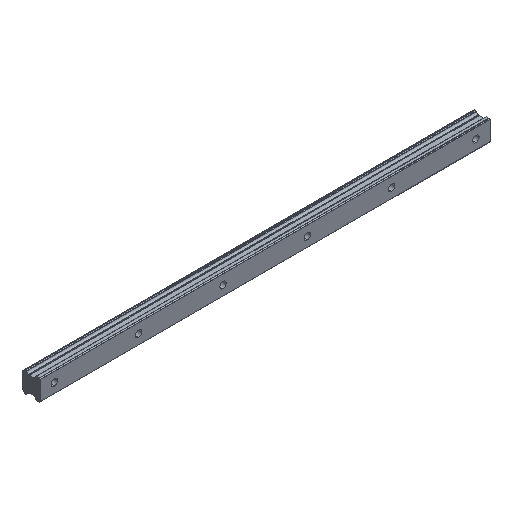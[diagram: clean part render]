
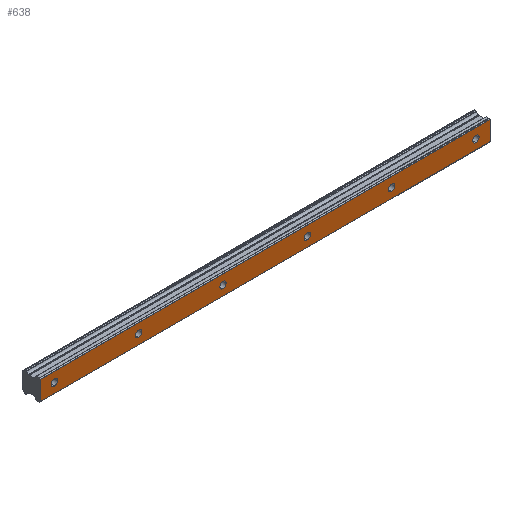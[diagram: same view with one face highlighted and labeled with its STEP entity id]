
A CAD part, isometric view. The second image highlights one B-rep face of the part: STEP entity #638.
In plain terms, the highlighted planar face has unit normal (0, -1, 0).
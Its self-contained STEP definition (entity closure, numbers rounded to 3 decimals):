
#1 = DIRECTION ( 'NONE',  ( 0., -1., 0. ) ) ;
#72 = CARTESIAN_POINT ( 'NONE',  ( 310., 0., 6.786 ) ) ;
#126 = ORIENTED_EDGE ( 'NONE', *, *, #155, .F. ) ;
#143 = VECTOR ( 'NONE', #1993, 1000. ) ;
#149 = CIRCLE ( 'NONE', #2488, 2.25 ) ;
#155 = EDGE_CURVE ( 'NONE', #286, #168, #304, .T. ) ;
#164 = DIRECTION ( 'NONE',  ( 0., 0., 1. ) ) ;
#168 = VERTEX_POINT ( 'NONE', #1072 ) ;
#171 = CARTESIAN_POINT ( 'NONE',  ( 60., 0., 0. ) ) ;
#183 = FACE_BOUND ( 'NONE', #1895, .T. ) ;
#198 = FACE_BOUND ( 'NONE', #1034, .T. ) ;
#223 = ORIENTED_EDGE ( 'NONE', *, *, #734, .F. ) ;
#254 = DIRECTION ( 'NONE',  ( 0., -1., 0. ) ) ;
#286 = VERTEX_POINT ( 'NONE', #513 ) ;
#301 = DIRECTION ( 'NONE',  ( 0., 0., 1. ) ) ;
#304 = CIRCLE ( 'NONE', #943, 2.25 ) ;
#310 = ORIENTED_EDGE ( 'NONE', *, *, #503, .F. ) ;
#342 = CIRCLE ( 'NONE', #823, 2.25 ) ;
#344 = ORIENTED_EDGE ( 'NONE', *, *, #1444, .F. ) ;
#368 = ORIENTED_EDGE ( 'NONE', *, *, #901, .F. ) ;
#374 = CIRCLE ( 'NONE', #485, 2.25 ) ;
#393 = FACE_BOUND ( 'NONE', #1780, .T. ) ;
#412 = DIRECTION ( 'NONE',  ( 0., -1., 0. ) ) ;
#415 = ORIENTED_EDGE ( 'NONE', *, *, #1371, .F. ) ;
#417 = CARTESIAN_POINT ( 'NONE',  ( 240., 0., 0. ) ) ;
#443 = CARTESIAN_POINT ( 'NONE',  ( 0., 0., 2.25 ) ) ;
#454 = CIRCLE ( 'NONE', #1589, 2.25 ) ;
#466 = DIRECTION ( 'NONE',  ( 0., -1., 0. ) ) ;
#481 = CARTESIAN_POINT ( 'NONE',  ( 180., 0., -2.25 ) ) ;
#482 = ORIENTED_EDGE ( 'NONE', *, *, #2282, .F. ) ;
#485 = AXIS2_PLACEMENT_3D ( 'NONE', #2219, #2018, #2267 ) ;
#495 = DIRECTION ( 'NONE',  ( 0., 0., 1. ) ) ;
#503 = EDGE_CURVE ( 'NONE', #2291, #1137, #1637, .T. ) ;
#511 = DIRECTION ( 'NONE',  ( -1., 0., 0. ) ) ;
#513 = CARTESIAN_POINT ( 'NONE',  ( 120., 0., 2.25 ) ) ;
#517 = LINE ( 'NONE', #1274, #1089 ) ;
#521 = DIRECTION ( 'NONE',  ( 0., -1., 0. ) ) ;
#534 = AXIS2_PLACEMENT_3D ( 'NONE', #417, #254, #1950 ) ;
#583 = VERTEX_POINT ( 'NONE', #2104 ) ;
#638 = ADVANCED_FACE ( 'NONE', ( #1186, #1922, #741, #183, #1960, #393, #198 ), #930, .F. ) ;
#686 = CARTESIAN_POINT ( 'NONE',  ( 300., 0., 0. ) ) ;
#711 = EDGE_LOOP ( 'NONE', ( #873, #415 ) ) ;
#734 = EDGE_CURVE ( 'NONE', #2049, #1246, #979, .T. ) ;
#736 = VERTEX_POINT ( 'NONE', #1296 ) ;
#739 = DIRECTION ( 'NONE',  ( 0., -1., 0. ) ) ;
#741 = FACE_BOUND ( 'NONE', #711, .T. ) ;
#768 = EDGE_CURVE ( 'NONE', #948, #1351, #374, .T. ) ;
#773 = AXIS2_PLACEMENT_3D ( 'NONE', #2307, #1704, #2284 ) ;
#775 = VECTOR ( 'NONE', #511, 1000. ) ;
#783 = DIRECTION ( 'NONE',  ( 0., 0., 1. ) ) ;
#787 = EDGE_CURVE ( 'NONE', #2305, #1623, #517, .T. ) ;
#823 = AXIS2_PLACEMENT_3D ( 'NONE', #2330, #739, #1541 ) ;
#843 = DIRECTION ( 'NONE',  ( 0., 0., 1. ) ) ;
#866 = CARTESIAN_POINT ( 'NONE',  ( 180., 0., 0. ) ) ;
#873 = ORIENTED_EDGE ( 'NONE', *, *, #1056, .F. ) ;
#883 = CARTESIAN_POINT ( 'NONE',  ( 0., 0., 0. ) ) ;
#885 = ORIENTED_EDGE ( 'NONE', *, *, #1454, .F. ) ;
#901 = EDGE_CURVE ( 'NONE', #1623, #2200, #1838, .T. ) ;
#905 = AXIS2_PLACEMENT_3D ( 'NONE', #883, #1652, #1257 ) ;
#916 = CARTESIAN_POINT ( 'NONE',  ( 0., 0., 0. ) ) ;
#924 = CARTESIAN_POINT ( 'NONE',  ( 120., 0., 0. ) ) ;
#925 = VERTEX_POINT ( 'NONE', #1434 ) ;
#930 = PLANE ( 'NONE',  #773 ) ;
#934 = DIRECTION ( 'NONE',  ( 0., 0., 1. ) ) ;
#939 = CIRCLE ( 'NONE', #1265, 2.25 ) ;
#943 = AXIS2_PLACEMENT_3D ( 'NONE', #1014, #1789, #843 ) ;
#948 = VERTEX_POINT ( 'NONE', #1061 ) ;
#951 = CIRCLE ( 'NONE', #905, 2.25 ) ;
#979 = CIRCLE ( 'NONE', #1132, 2.25 ) ;
#1014 = CARTESIAN_POINT ( 'NONE',  ( 120., 0., 0. ) ) ;
#1021 = CIRCLE ( 'NONE', #1057, 2.25 ) ;
#1034 = EDGE_LOOP ( 'NONE', ( #2074, #344 ) ) ;
#1052 = DIRECTION ( 'NONE',  ( 0., 0., 1. ) ) ;
#1056 = EDGE_CURVE ( 'NONE', #736, #2272, #454, .T. ) ;
#1057 = AXIS2_PLACEMENT_3D ( 'NONE', #171, #521, #934 ) ;
#1061 = CARTESIAN_POINT ( 'NONE',  ( 180., 0., 2.25 ) ) ;
#1072 = CARTESIAN_POINT ( 'NONE',  ( 120., 0., -2.25 ) ) ;
#1089 = VECTOR ( 'NONE', #1830, 1000. ) ;
#1112 = EDGE_CURVE ( 'NONE', #2011, #925, #1021, .T. ) ;
#1122 = EDGE_LOOP ( 'NONE', ( #368, #2479, #2450, #482 ) ) ;
#1132 = AXIS2_PLACEMENT_3D ( 'NONE', #916, #2230, #1052 ) ;
#1137 = VERTEX_POINT ( 'NONE', #2144 ) ;
#1181 = DIRECTION ( 'NONE',  ( 0., -1., 0. ) ) ;
#1186 = FACE_OUTER_BOUND ( 'NONE', #1122, .T. ) ;
#1212 = CARTESIAN_POINT ( 'NONE',  ( 0., 0., -2.25 ) ) ;
#1246 = VERTEX_POINT ( 'NONE', #1212 ) ;
#1257 = DIRECTION ( 'NONE',  ( 0., 0., 1. ) ) ;
#1265 = AXIS2_PLACEMENT_3D ( 'NONE', #686, #2460, #495 ) ;
#1274 = CARTESIAN_POINT ( 'NONE',  ( 310., 0., 6.786 ) ) ;
#1296 = CARTESIAN_POINT ( 'NONE',  ( 300., 0., 2.25 ) ) ;
#1327 = DIRECTION ( 'NONE',  ( 0., 0., 1. ) ) ;
#1351 = VERTEX_POINT ( 'NONE', #481 ) ;
#1371 = EDGE_CURVE ( 'NONE', #2272, #736, #939, .T. ) ;
#1373 = ORIENTED_EDGE ( 'NONE', *, *, #2145, .F. ) ;
#1388 = AXIS2_PLACEMENT_3D ( 'NONE', #2141, #1181, #2304 ) ;
#1391 = AXIS2_PLACEMENT_3D ( 'NONE', #924, #1, #164 ) ;
#1434 = CARTESIAN_POINT ( 'NONE',  ( 60., 0., -2.25 ) ) ;
#1444 = EDGE_CURVE ( 'NONE', #925, #2011, #1752, .T. ) ;
#1449 = ORIENTED_EDGE ( 'NONE', *, *, #1889, .F. ) ;
#1450 = CARTESIAN_POINT ( 'NONE',  ( 310., 0., -6.786 ) ) ;
#1454 = EDGE_CURVE ( 'NONE', #1137, #2291, #342, .T. ) ;
#1541 = DIRECTION ( 'NONE',  ( 0., 0., 1. ) ) ;
#1563 = EDGE_CURVE ( 'NONE', #583, #2305, #2373, .T. ) ;
#1589 = AXIS2_PLACEMENT_3D ( 'NONE', #2082, #412, #783 ) ;
#1623 = VERTEX_POINT ( 'NONE', #2179 ) ;
#1637 = CIRCLE ( 'NONE', #534, 2.25 ) ;
#1652 = DIRECTION ( 'NONE',  ( 0., -1., 0. ) ) ;
#1704 = DIRECTION ( 'NONE',  ( 0., 1., 0. ) ) ;
#1752 = CIRCLE ( 'NONE', #1388, 2.25 ) ;
#1780 = EDGE_LOOP ( 'NONE', ( #126, #1449 ) ) ;
#1789 = DIRECTION ( 'NONE',  ( 0., -1., 0. ) ) ;
#1822 = ORIENTED_EDGE ( 'NONE', *, *, #2207, .F. ) ;
#1830 = DIRECTION ( 'NONE',  ( 0., 0., -1. ) ) ;
#1838 = LINE ( 'NONE', #1450, #775 ) ;
#1889 = EDGE_CURVE ( 'NONE', #168, #286, #2355, .T. ) ;
#1895 = EDGE_LOOP ( 'NONE', ( #885, #310 ) ) ;
#1922 = FACE_BOUND ( 'NONE', #2158, .T. ) ;
#1950 = DIRECTION ( 'NONE',  ( 0., 0., 1. ) ) ;
#1960 = FACE_BOUND ( 'NONE', #2265, .T. ) ;
#1993 = DIRECTION ( 'NONE',  ( 1., 0., 0. ) ) ;
#2011 = VERTEX_POINT ( 'NONE', #2151 ) ;
#2018 = DIRECTION ( 'NONE',  ( 0., -1., 0. ) ) ;
#2046 = CARTESIAN_POINT ( 'NONE',  ( 300., 0., -2.25 ) ) ;
#2049 = VERTEX_POINT ( 'NONE', #443 ) ;
#2074 = ORIENTED_EDGE ( 'NONE', *, *, #1112, .F. ) ;
#2077 = VECTOR ( 'NONE', #1327, 1000. ) ;
#2082 = CARTESIAN_POINT ( 'NONE',  ( 300., 0., 0. ) ) ;
#2104 = CARTESIAN_POINT ( 'NONE',  ( -10., 0., 6.786 ) ) ;
#2115 = ORIENTED_EDGE ( 'NONE', *, *, #768, .F. ) ;
#2124 = CARTESIAN_POINT ( 'NONE',  ( 240., 0., -2.25 ) ) ;
#2141 = CARTESIAN_POINT ( 'NONE',  ( 60., 0., 0. ) ) ;
#2144 = CARTESIAN_POINT ( 'NONE',  ( 240., 0., 2.25 ) ) ;
#2145 = EDGE_CURVE ( 'NONE', #1246, #2049, #951, .T. ) ;
#2151 = CARTESIAN_POINT ( 'NONE',  ( 60., 0., 2.25 ) ) ;
#2158 = EDGE_LOOP ( 'NONE', ( #223, #1373 ) ) ;
#2179 = CARTESIAN_POINT ( 'NONE',  ( 310., 0., -6.786 ) ) ;
#2200 = VERTEX_POINT ( 'NONE', #2239 ) ;
#2207 = EDGE_CURVE ( 'NONE', #1351, #948, #149, .T. ) ;
#2219 = CARTESIAN_POINT ( 'NONE',  ( 180., 0., 0. ) ) ;
#2230 = DIRECTION ( 'NONE',  ( 0., -1., 0. ) ) ;
#2239 = CARTESIAN_POINT ( 'NONE',  ( -10., 0., -6.786 ) ) ;
#2250 = CARTESIAN_POINT ( 'NONE',  ( -10., 0., 6.786 ) ) ;
#2265 = EDGE_LOOP ( 'NONE', ( #2115, #1822 ) ) ;
#2267 = DIRECTION ( 'NONE',  ( 0., 0., 1. ) ) ;
#2272 = VERTEX_POINT ( 'NONE', #2046 ) ;
#2282 = EDGE_CURVE ( 'NONE', #2200, #583, #2441, .T. ) ;
#2284 = DIRECTION ( 'NONE',  ( 0., 0., 1. ) ) ;
#2291 = VERTEX_POINT ( 'NONE', #2124 ) ;
#2304 = DIRECTION ( 'NONE',  ( 0., 0., 1. ) ) ;
#2305 = VERTEX_POINT ( 'NONE', #2494 ) ;
#2307 = CARTESIAN_POINT ( 'NONE',  ( 310., 0., 6.786 ) ) ;
#2330 = CARTESIAN_POINT ( 'NONE',  ( 240., 0., 0. ) ) ;
#2355 = CIRCLE ( 'NONE', #1391, 2.25 ) ;
#2373 = LINE ( 'NONE', #72, #143 ) ;
#2441 = LINE ( 'NONE', #2250, #2077 ) ;
#2450 = ORIENTED_EDGE ( 'NONE', *, *, #1563, .F. ) ;
#2460 = DIRECTION ( 'NONE',  ( 0., -1., 0. ) ) ;
#2479 = ORIENTED_EDGE ( 'NONE', *, *, #787, .F. ) ;
#2488 = AXIS2_PLACEMENT_3D ( 'NONE', #866, #466, #301 ) ;
#2494 = CARTESIAN_POINT ( 'NONE',  ( 310., 0., 6.786 ) ) ;
